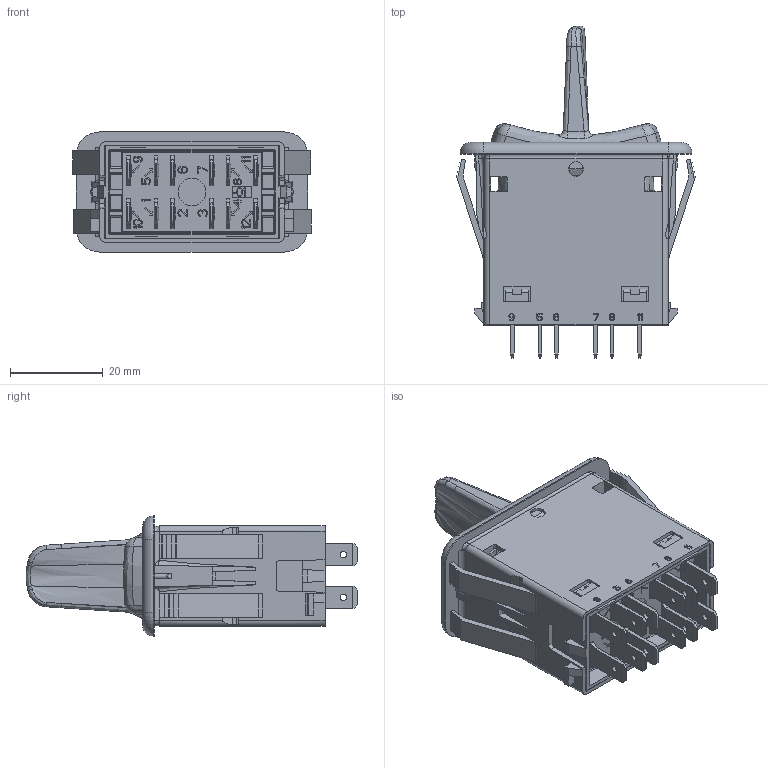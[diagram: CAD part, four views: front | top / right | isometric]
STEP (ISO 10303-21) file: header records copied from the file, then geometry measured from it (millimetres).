
FILE_DESCRIPTION((''),'2;1');
FILE_NAME('NSERIES_NOGUARD_PADDL_SW0001','2011-11-22T',('tajsmith'),(''),'PRO/ENGINEER BY PARAMETRIC TECHNOLOGY CORPORATION, 2010280','PRO/ENGINEER BY PARAMETRIC TECHNOLOGY CORPORATION, 2010280','');
FILE_SCHEMA(('CONFIG_CONTROL_DESIGN'));
Products named in the file (1): NSERIES_NOGUARD_PADDL_SW0001
Bounding box: 51.55 x 71.63 x 25.91 mm (x, y, z)
Volume: 16450.6 mm3; surface area: 25033.6 mm2
Topology: 1 solids, 1 shells, 3760 faces, 10389 edges, 6715 vertices
Faces by surface type: plane 2793, cylinder 505, bspline 264, sphere 81, cone 67, torus 49, extrusion 1
Entity records: 129972 total; most frequent: CARTESIAN_POINT 37026, ORIENTED_EDGE 20770, DIRECTION 16929, EDGE_CURVE 10385, VECTOR 8151, LINE 8150, VERTEX_POINT 6715, AXIS2_PLACEMENT_3D 4389
